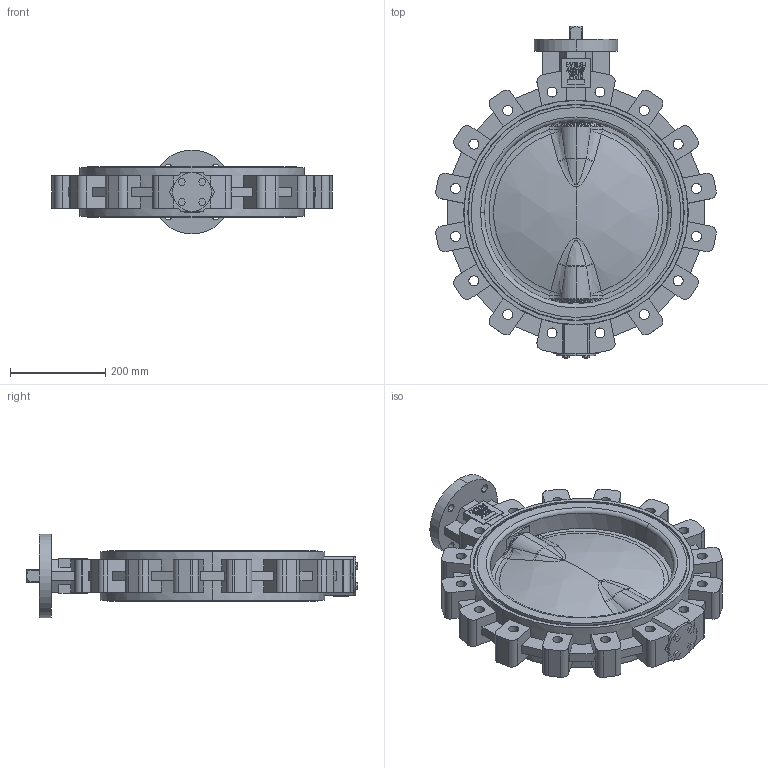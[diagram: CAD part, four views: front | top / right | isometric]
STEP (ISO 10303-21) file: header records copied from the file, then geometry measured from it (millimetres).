
FILE_DESCRIPTION (( 'STEP AP203' ), '1' );
FILE_NAME ('EVTLS-i DN400 PN10 F14-L27.STEP', '2024-04-22T12:51:58', ( '' ), ( '' ), 'SwSTEP 2.0', 'SolidWorks 2015', '' );
FILE_SCHEMA (( 'CONFIG_CONTROL_DESIGN' ));
Length unit declared in the file: millimetre
Products named in the file (1): EVTLS-i DN400 PN10 F14-L27
Bounding box: 588.19 x 696 x 175 mm (x, y, z)
Volume: 15525741.4 mm3; surface area: 1034820.6 mm2
Topology: 1 solids, 1 shells, 722 faces, 1915 edges, 1231 vertices
Faces by surface type: plane 398, cylinder 131, bspline 118, torus 40, cone 23, sphere 12
Entity records: 28268 total; most frequent: CARTESIAN_POINT 10795, ORIENTED_EDGE 3814, DIRECTION 3310, EDGE_CURVE 1907, VERTEX_POINT 1231, VECTOR 1160, LINE 1160, AXIS2_PLACEMENT_3D 1075
